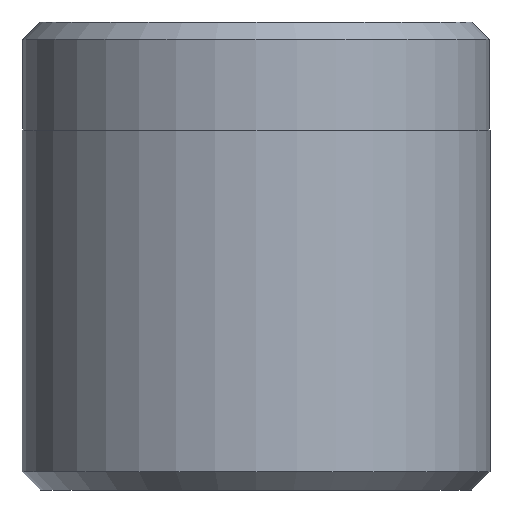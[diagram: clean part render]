
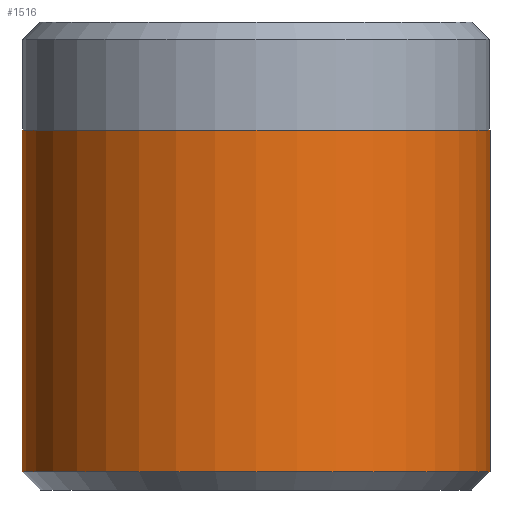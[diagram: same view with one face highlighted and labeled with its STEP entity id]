
A CAD part, front view. The second image highlights one B-rep face of the part: STEP entity #1516.
In plain terms, the highlighted cylindrical face has radius 6.5 mm (diameter 13 mm), a partial arc.
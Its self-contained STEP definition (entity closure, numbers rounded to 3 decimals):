
#40 = CARTESIAN_POINT ( 'NONE',  ( 0., 0., 13. ) ) ;
#64 = DIRECTION ( 'NONE',  ( 0., 0., 1. ) ) ;
#145 = CARTESIAN_POINT ( 'NONE',  ( 6.5, 0., 10. ) ) ;
#279 = CARTESIAN_POINT ( 'NONE',  ( -6.5, 0., 10. ) ) ;
#394 = CARTESIAN_POINT ( 'NONE',  ( -6.5, 0., 0.5 ) ) ;
#395 = EDGE_LOOP ( 'NONE', ( #785, #405, #1206, #1611 ) ) ;
#405 = ORIENTED_EDGE ( 'NONE', *, *, #1707, .F. ) ;
#545 = CARTESIAN_POINT ( 'NONE',  ( 6.5, 0., 13. ) ) ;
#614 = LINE ( 'NONE', #545, #889 ) ;
#636 = DIRECTION ( 'NONE',  ( 0., 0., 1. ) ) ;
#652 = CARTESIAN_POINT ( 'NONE',  ( -6.5, 0., 13. ) ) ;
#673 = VERTEX_POINT ( 'NONE', #145 ) ;
#685 = AXIS2_PLACEMENT_3D ( 'NONE', #40, #1119, #990 ) ;
#732 = LINE ( 'NONE', #652, #1093 ) ;
#785 = ORIENTED_EDGE ( 'NONE', *, *, #1055, .F. ) ;
#845 = VERTEX_POINT ( 'NONE', #1050 ) ;
#871 = EDGE_CURVE ( 'NONE', #1117, #1443, #732, .T. ) ;
#877 = CARTESIAN_POINT ( 'NONE',  ( 0., 0., 0.5 ) ) ;
#889 = VECTOR ( 'NONE', #1210, 1000. ) ;
#916 = CIRCLE ( 'NONE', #1125, 6.5 ) ;
#990 = DIRECTION ( 'NONE',  ( -1., 0., 0. ) ) ;
#992 = CYLINDRICAL_SURFACE ( 'NONE', #685, 6.5 ) ;
#1012 = DIRECTION ( 'NONE',  ( 1., 0., 0. ) ) ;
#1039 = FACE_OUTER_BOUND ( 'NONE', #395, .T. ) ;
#1050 = CARTESIAN_POINT ( 'NONE',  ( 6.5, 0., 0.5 ) ) ;
#1055 = EDGE_CURVE ( 'NONE', #673, #845, #614, .T. ) ;
#1093 = VECTOR ( 'NONE', #1184, 1000. ) ;
#1117 = VERTEX_POINT ( 'NONE', #279 ) ;
#1119 = DIRECTION ( 'NONE',  ( 0., 0., -1. ) ) ;
#1125 = AXIS2_PLACEMENT_3D ( 'NONE', #877, #64, #1012 ) ;
#1184 = DIRECTION ( 'NONE',  ( 0., 0., -1. ) ) ;
#1206 = ORIENTED_EDGE ( 'NONE', *, *, #871, .T. ) ;
#1210 = DIRECTION ( 'NONE',  ( 0., 0., -1. ) ) ;
#1429 = CARTESIAN_POINT ( 'NONE',  ( 0., 0., 10. ) ) ;
#1443 = VERTEX_POINT ( 'NONE', #394 ) ;
#1474 = AXIS2_PLACEMENT_3D ( 'NONE', #1429, #636, #1550 ) ;
#1516 = ADVANCED_FACE ( 'NONE', ( #1039 ), #992, .T. ) ;
#1550 = DIRECTION ( 'NONE',  ( 1., 0., 0. ) ) ;
#1563 = CIRCLE ( 'NONE', #1474, 6.5 ) ;
#1610 = EDGE_CURVE ( 'NONE', #1443, #845, #916, .T. ) ;
#1611 = ORIENTED_EDGE ( 'NONE', *, *, #1610, .T. ) ;
#1707 = EDGE_CURVE ( 'NONE', #1117, #673, #1563, .T. ) ;
